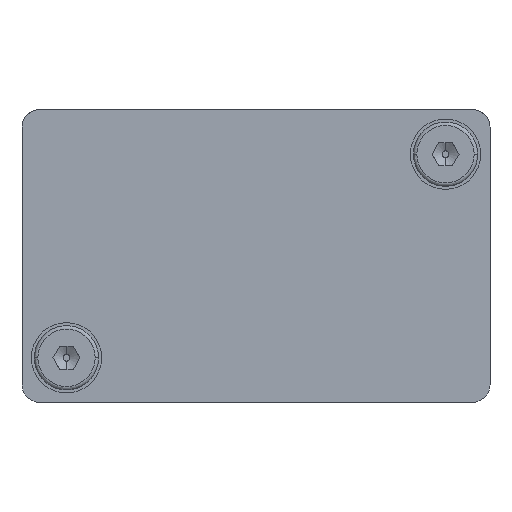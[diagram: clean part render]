
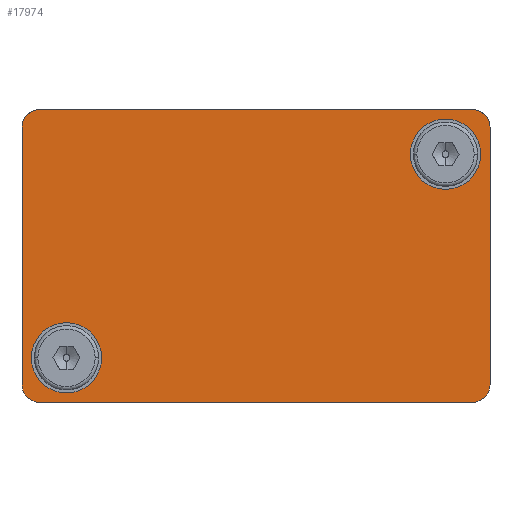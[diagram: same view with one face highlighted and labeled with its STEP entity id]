
A CAD part, left-side view. The second image highlights one B-rep face of the part: STEP entity #17974.
In plain terms, the highlighted face is planar.
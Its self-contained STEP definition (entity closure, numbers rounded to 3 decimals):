
#11698=CARTESIAN_POINT('',(7.2,14.75,15.2));
#11699=VERTEX_POINT('',#11698);
#11715=CARTESIAN_POINT('',(7.2,14.75,9.2));
#11716=VERTEX_POINT('',#11715);
#11723=CARTESIAN_POINT('',(7.2,14.75,12.2));
#11724=DIRECTION('',(0.0,-1.0,0.0));
#11725=DIRECTION('',(0.0,0.0,1.0));
#11726=AXIS2_PLACEMENT_3D('',#11723,#11724,#11725);
#11727=CIRCLE('',#11726,3.0);
#11728=EDGE_CURVE('',#11699,#11716,#11727,.T.);
#11740=CARTESIAN_POINT('',(-10.2,14.75,-17.2));
#11741=VERTEX_POINT('',#11740);
#11757=CARTESIAN_POINT('',(-10.2,14.75,-23.2));
#11758=VERTEX_POINT('',#11757);
#11765=CARTESIAN_POINT('',(-10.2,14.75,-20.2));
#11766=DIRECTION('',(0.0,-1.0,0.0));
#11767=DIRECTION('',(0.0,0.0,1.0));
#11768=AXIS2_PLACEMENT_3D('',#11765,#11766,#11767);
#11769=CIRCLE('',#11768,3.0);
#11770=EDGE_CURVE('',#11741,#11758,#11769,.T.);
#11782=CARTESIAN_POINT('',(-13.561,14.75,15.561));
#11783=VERTEX_POINT('',#11782);
#11799=CARTESIAN_POINT('',(-12.5,14.75,16.));
#11800=VERTEX_POINT('',#11799);
#11807=CARTESIAN_POINT('',(-12.5,14.75,14.5));
#11808=DIRECTION('',(0.0,-1.,0.0));
#11809=DIRECTION('',(-0.707,0.0,0.707));
#11810=AXIS2_PLACEMENT_3D('',#11807,#11808,#11809);
#11811=CIRCLE('',#11810,1.5);
#11812=EDGE_CURVE('',#11800,#11783,#11811,.T.);
#11824=CARTESIAN_POINT('',(-13.561,14.75,-23.561));
#11825=VERTEX_POINT('',#11824);
#11841=CARTESIAN_POINT('',(-14.0,14.75,-22.5));
#11842=VERTEX_POINT('',#11841);
#11849=CARTESIAN_POINT('',(-12.5,14.75,-22.5));
#11850=DIRECTION('',(0.0,-1.,0.0));
#11851=DIRECTION('',(-0.707,0.0,-0.707));
#11852=AXIS2_PLACEMENT_3D('',#11849,#11850,#11851);
#11853=CIRCLE('',#11852,1.5);
#11854=EDGE_CURVE('',#11842,#11825,#11853,.T.);
#11866=CARTESIAN_POINT('',(10.561,14.75,-23.561));
#11867=VERTEX_POINT('',#11866);
#11883=CARTESIAN_POINT('',(9.5,14.75,-24.0));
#11884=VERTEX_POINT('',#11883);
#11891=CARTESIAN_POINT('',(9.5,14.75,-22.5));
#11892=DIRECTION('',(0.0,-1.,0.0));
#11893=DIRECTION('',(0.707,0.0,-0.707));
#11894=AXIS2_PLACEMENT_3D('',#11891,#11892,#11893);
#11895=CIRCLE('',#11894,1.5);
#11896=EDGE_CURVE('',#11884,#11867,#11895,.T.);
#11908=CARTESIAN_POINT('',(10.561,14.75,15.561));
#11909=VERTEX_POINT('',#11908);
#11925=CARTESIAN_POINT('',(11.0,14.75,14.5));
#11926=VERTEX_POINT('',#11925);
#11933=CARTESIAN_POINT('',(9.5,14.75,14.5));
#11934=DIRECTION('',(0.0,-1.,0.0));
#11935=DIRECTION('',(0.707,0.0,0.707));
#11936=AXIS2_PLACEMENT_3D('',#11933,#11934,#11935);
#11937=CIRCLE('',#11936,1.5);
#11938=EDGE_CURVE('',#11926,#11909,#11937,.T.);
#17084=CARTESIAN_POINT('',(9.5,14.75,16.));
#17085=VERTEX_POINT('',#17084);
#17094=CARTESIAN_POINT('',(9.5,14.75,16.));
#17095=DIRECTION('',(-1.0,0.0,0.0));
#17096=VECTOR('',#17095,22.0);
#17097=LINE('',#17094,#17096);
#17098=EDGE_CURVE('',#17085,#11800,#17097,.T.);
#17878=CARTESIAN_POINT('',(9.5,14.75,14.5));
#17879=DIRECTION('',(0.0,-1.,0.0));
#17880=DIRECTION('',(0.707,0.0,0.707));
#17881=AXIS2_PLACEMENT_3D('',#17878,#17879,#17880);
#17882=CIRCLE('',#17881,1.5);
#17883=EDGE_CURVE('',#11909,#17085,#17882,.T.);
#17896=CARTESIAN_POINT('',(0.,14.75,0.));
#17897=DIRECTION('',(0.0,1.0,0.0));
#17898=DIRECTION('',(0.0,0.0,1.0));
#17899=AXIS2_PLACEMENT_3D('',#17896,#17897,#17898);
#17900=PLANE('',#17899);
#17901=ORIENTED_EDGE('',*,*,#11938,.F.);
#17902=CARTESIAN_POINT('',(11.0,14.75,-22.5));
#17903=VERTEX_POINT('',#17902);
#17904=CARTESIAN_POINT('',(11.0,14.75,-22.5));
#17905=DIRECTION('',(0.0,0.0,1.0));
#17906=VECTOR('',#17905,37.0);
#17907=LINE('',#17904,#17906);
#17908=EDGE_CURVE('',#17903,#11926,#17907,.T.);
#17909=ORIENTED_EDGE('',*,*,#17908,.F.);
#17910=CARTESIAN_POINT('',(9.5,14.75,-22.5));
#17911=DIRECTION('',(0.0,-1.,0.0));
#17912=DIRECTION('',(0.707,0.0,-0.707));
#17913=AXIS2_PLACEMENT_3D('',#17910,#17911,#17912);
#17914=CIRCLE('',#17913,1.5);
#17915=EDGE_CURVE('',#11867,#17903,#17914,.T.);
#17916=ORIENTED_EDGE('',*,*,#17915,.F.);
#17917=ORIENTED_EDGE('',*,*,#11896,.F.);
#17918=CARTESIAN_POINT('',(-12.5,14.75,-24.0));
#17919=VERTEX_POINT('',#17918);
#17920=CARTESIAN_POINT('',(-12.5,14.75,-24.0));
#17921=DIRECTION('',(1.0,0.0,0.0));
#17922=VECTOR('',#17921,22.0);
#17923=LINE('',#17920,#17922);
#17924=EDGE_CURVE('',#17919,#11884,#17923,.T.);
#17925=ORIENTED_EDGE('',*,*,#17924,.F.);
#17926=CARTESIAN_POINT('',(-12.5,14.75,-22.5));
#17927=DIRECTION('',(0.0,-1.,0.0));
#17928=DIRECTION('',(-0.707,0.0,-0.707));
#17929=AXIS2_PLACEMENT_3D('',#17926,#17927,#17928);
#17930=CIRCLE('',#17929,1.5);
#17931=EDGE_CURVE('',#11825,#17919,#17930,.T.);
#17932=ORIENTED_EDGE('',*,*,#17931,.F.);
#17933=ORIENTED_EDGE('',*,*,#11854,.F.);
#17934=CARTESIAN_POINT('',(-14.0,14.75,14.5));
#17935=VERTEX_POINT('',#17934);
#17936=CARTESIAN_POINT('',(-14.0,14.75,14.5));
#17937=DIRECTION('',(0.0,0.0,-1.0));
#17938=VECTOR('',#17937,37.0);
#17939=LINE('',#17936,#17938);
#17940=EDGE_CURVE('',#17935,#11842,#17939,.T.);
#17941=ORIENTED_EDGE('',*,*,#17940,.F.);
#17942=CARTESIAN_POINT('',(-12.5,14.75,14.5));
#17943=DIRECTION('',(0.0,-1.,0.0));
#17944=DIRECTION('',(-0.707,0.0,0.707));
#17945=AXIS2_PLACEMENT_3D('',#17942,#17943,#17944);
#17946=CIRCLE('',#17945,1.5);
#17947=EDGE_CURVE('',#11783,#17935,#17946,.T.);
#17948=ORIENTED_EDGE('',*,*,#17947,.F.);
#17949=ORIENTED_EDGE('',*,*,#11812,.F.);
#17950=ORIENTED_EDGE('',*,*,#17098,.F.);
#17951=ORIENTED_EDGE('',*,*,#17883,.F.);
#17952=EDGE_LOOP('',(#17901,#17909,#17916,#17917,#17925,#17932,#17933,#17941,#17948,#17949,#17950,#17951));
#17953=FACE_OUTER_BOUND('',#17952,.T.);
#17954=ORIENTED_EDGE('',*,*,#11770,.T.);
#17955=CARTESIAN_POINT('',(-10.2,14.75,-20.2));
#17956=DIRECTION('',(0.0,-1.0,0.0));
#17957=DIRECTION('',(0.0,0.0,1.0));
#17958=AXIS2_PLACEMENT_3D('',#17955,#17956,#17957);
#17959=CIRCLE('',#17958,3.0);
#17960=EDGE_CURVE('',#11758,#11741,#17959,.T.);
#17961=ORIENTED_EDGE('',*,*,#17960,.T.);
#17962=EDGE_LOOP('',(#17954,#17961));
#17963=FACE_BOUND('',#17962,.T.);
#17964=ORIENTED_EDGE('',*,*,#11728,.T.);
#17965=CARTESIAN_POINT('',(7.2,14.75,12.2));
#17966=DIRECTION('',(0.0,-1.0,0.0));
#17967=DIRECTION('',(0.0,0.0,1.0));
#17968=AXIS2_PLACEMENT_3D('',#17965,#17966,#17967);
#17969=CIRCLE('',#17968,3.0);
#17970=EDGE_CURVE('',#11716,#11699,#17969,.T.);
#17971=ORIENTED_EDGE('',*,*,#17970,.T.);
#17972=EDGE_LOOP('',(#17964,#17971));
#17973=FACE_BOUND('',#17972,.T.);
#17974=ADVANCED_FACE('',(#17953,#17963,#17973),#17900,.T.);
